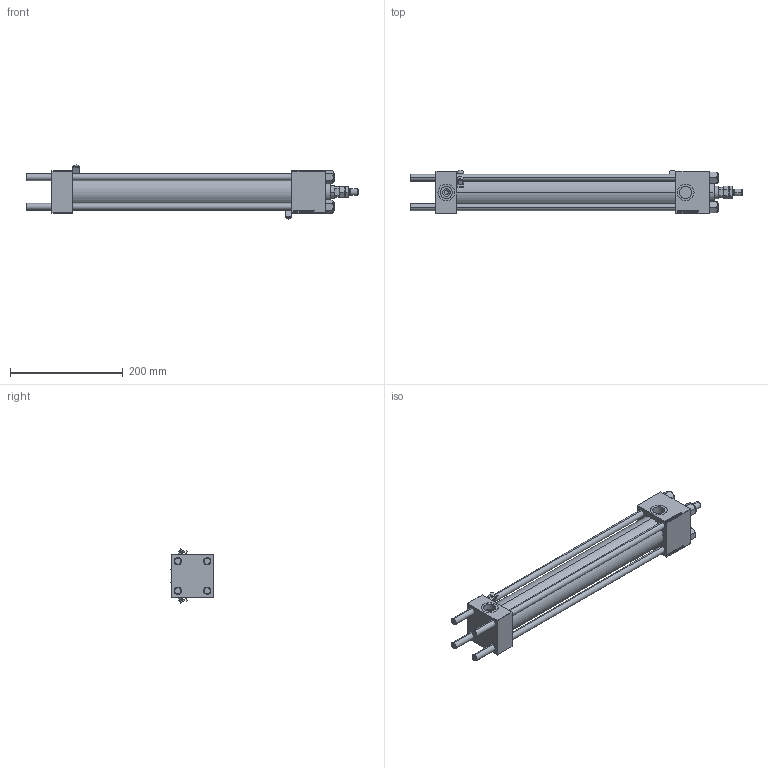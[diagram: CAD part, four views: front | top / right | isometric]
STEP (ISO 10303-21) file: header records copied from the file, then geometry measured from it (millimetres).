
FILE_DESCRIPTION (( 'STEP AP203' ), '1' );
FILE_NAME ('5704.STEP', '2023-08-26T15:23:01', ( '' ), ( '' ), 'SwSTEP 2.0', 'SolidWorks 2019', '' );
FILE_SCHEMA (( 'CONFIG_CONTROL_DESIGN' ));
Length unit declared in the file: millimetre
Products named in the file (8): MTA 234c79a541f781f61e7051a7d88e553c; MSRF_MSRG1 234c79a541f781f61e7051a7d88e553c; 5704; V215_VC_A 234c79a541f781f61e7051a7d88e553c; CR025_012_A_0_G_A_G_M_020_+#_##_TYCINKA 234c79a541f781f61e7051a7d88e553c; V215CR_VCP 234c79a541f781f61e7051a7d88e553c; NUT_M5 234c79a541f781f61e7051a7d88e553c; V215CR_BODY_A 234c79a541f781f61e7051a7d88e553c
Assembly tree (14 placements, depth 2):
  5704
    V215CR_BODY_A 234c79a541f781f61e7051a7d88e553c
    CR025_012_A_0_G_A_G_M_020_+#_##_TYCINKA 234c79a541f781f61e7051a7d88e553c  x4
    NUT_M5 234c79a541f781f61e7051a7d88e553c  x4
    V215CR_VCP 234c79a541f781f61e7051a7d88e553c
    V215_VC_A 234c79a541f781f61e7051a7d88e553c
    MTA 234c79a541f781f61e7051a7d88e553c
    MSRF_MSRG1 234c79a541f781f61e7051a7d88e553c  x2
Bounding box: 588 x 76.88 x 95.78 mm (x, y, z)
Volume: 1144012 mm3; surface area: 353017.9 mm2
Topology: 14 solids, 14 shells, 1247 faces, 3096 edges, 1997 vertices
Faces by surface type: plane 571, bspline 392, cone 164, cylinder 110, torus 10
Entity records: 52385 total; most frequent: CARTESIAN_POINT 27659, ORIENTED_EDGE 5534, DIRECTION 3571, EDGE_CURVE 2767, VERTEX_POINT 1805, LINE 1649, VECTOR 1649, EDGE_LOOP 1228
